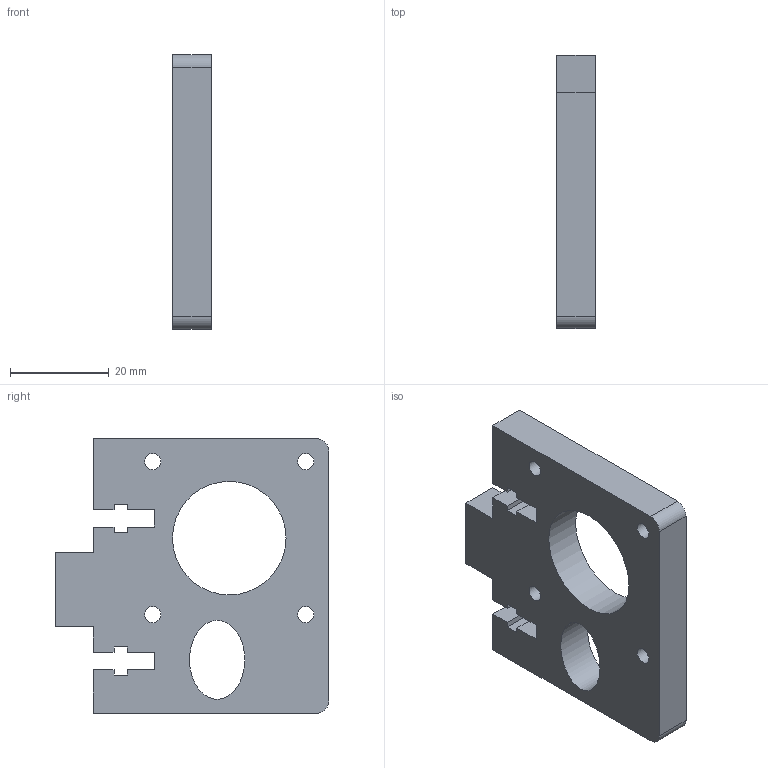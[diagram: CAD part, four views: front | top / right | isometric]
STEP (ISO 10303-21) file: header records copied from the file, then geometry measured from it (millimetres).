
FILE_DESCRIPTION(('FreeCAD Model'),'2;1');
FILE_NAME('Y-axis_motor_fixedplate.step', '2020-08-10T09:57:52',('Author'),(''), 'Open CASCADE STEP processor 7.3','FreeCAD','Unknown');
FILE_SCHEMA(('AUTOMOTIVE_DESIGN { 1 0 10303 214 1 1 1 1 }'));
Length unit declared in the file: millimetre
Products named in the file (1): Y_axis_motor_fixed_plate
Bounding box: 7.7 x 55.4 x 55.65 mm (x, y, z)
Volume: 16002.2 mm3; surface area: 7507 mm2
Topology: 1 solids, 1 shells, 42 faces, 120 edges, 80 vertices
Faces by surface type: plane 34, cylinder 7, extrusion 1
Full cylindrical faces by diameter (mm): 3.3 x4, 23 x1
Entity records: 1408 total; most frequent: CARTESIAN_POINT 243, ORIENTED_EDGE 240, DIRECTION 223, EDGE_CURVE 120, VECTOR 105, LINE 104, VERTEX_POINT 80, AXIS2_PLACEMENT_3D 59
